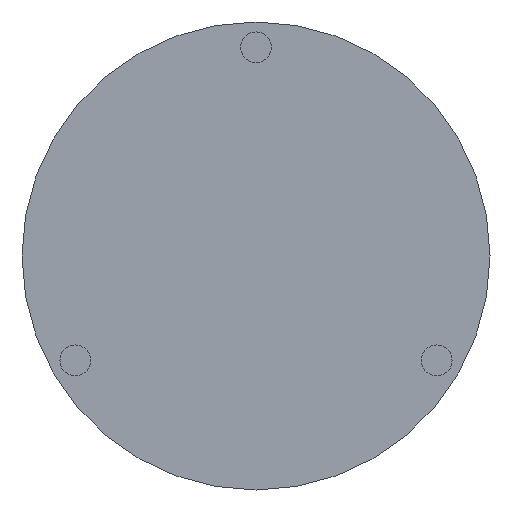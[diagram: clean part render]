
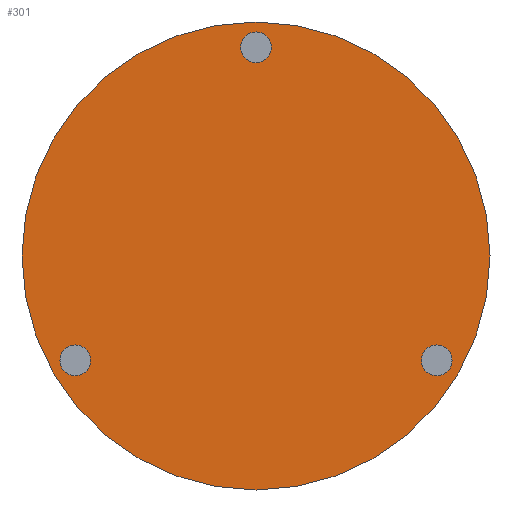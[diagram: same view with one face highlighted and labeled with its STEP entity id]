
A CAD part, front view. The second image highlights one B-rep face of the part: STEP entity #301.
In plain terms, the highlighted planar face has unit normal (0, -1, 0).
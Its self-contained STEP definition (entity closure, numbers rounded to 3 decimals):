
#4 = CARTESIAN_POINT ( 'NONE',  ( 0., 0., 82.5 ) ) ;
#5 = AXIS2_PLACEMENT_3D ( 'NONE', #361, #243, #98 ) ;
#6 = EDGE_CURVE ( 'NONE', #207, #34, #140, .T. ) ;
#10 = FACE_BOUND ( 'NONE', #297, .T. ) ;
#13 = AXIS2_PLACEMENT_3D ( 'NONE', #260, #122, #265 ) ;
#14 = FACE_BOUND ( 'NONE', #295, .T. ) ;
#17 = ORIENTED_EDGE ( 'NONE', *, *, #39, .F. ) ;
#20 = AXIS2_PLACEMENT_3D ( 'NONE', #277, #80, #246 ) ;
#23 = DIRECTION ( 'NONE',  ( 0., -1., 0. ) ) ;
#26 = CARTESIAN_POINT ( 'NONE',  ( -71.447, 0., -35.175 ) ) ;
#27 = CARTESIAN_POINT ( 'NONE',  ( 71.447, 0., -47.325 ) ) ;
#28 = CIRCLE ( 'NONE', #231, 6.075 ) ;
#29 = DIRECTION ( 'NONE',  ( 0., -1., 0. ) ) ;
#30 = CARTESIAN_POINT ( 'NONE',  ( 71.447, 0., -41.25 ) ) ;
#31 = CARTESIAN_POINT ( 'NONE',  ( 0., 0., -92.5 ) ) ;
#32 = CIRCLE ( 'NONE', #312, 6.075 ) ;
#34 = VERTEX_POINT ( 'NONE', #273 ) ;
#38 = FACE_BOUND ( 'NONE', #96, .T. ) ;
#39 = EDGE_CURVE ( 'NONE', #95, #192, #226, .T. ) ;
#46 = EDGE_CURVE ( 'NONE', #314, #66, #327, .T. ) ;
#52 = CARTESIAN_POINT ( 'NONE',  ( 0., 0., 82.5 ) ) ;
#62 = CIRCLE ( 'NONE', #173, 6.075 ) ;
#66 = VERTEX_POINT ( 'NONE', #26 ) ;
#71 = EDGE_CURVE ( 'NONE', #363, #347, #293, .T. ) ;
#80 = DIRECTION ( 'NONE',  ( 0., 1., 0. ) ) ;
#83 = EDGE_CURVE ( 'NONE', #347, #363, #322, .T. ) ;
#84 = DIRECTION ( 'NONE',  ( -0.866, 0., 0.5 ) ) ;
#94 = ORIENTED_EDGE ( 'NONE', *, *, #46, .F. ) ;
#95 = VERTEX_POINT ( 'NONE', #218 ) ;
#96 = EDGE_LOOP ( 'NONE', ( #343, #266 ) ) ;
#98 = DIRECTION ( 'NONE',  ( 0., 0., 1. ) ) ;
#119 = FACE_OUTER_BOUND ( 'NONE', #310, .T. ) ;
#122 = DIRECTION ( 'NONE',  ( 0., 1., 0. ) ) ;
#139 = DIRECTION ( 'NONE',  ( 0., 0., -1. ) ) ;
#140 = CIRCLE ( 'NONE', #167, 6.075 ) ;
#148 = EDGE_CURVE ( 'NONE', #34, #207, #62, .T. ) ;
#151 = PLANE ( 'NONE',  #13 ) ;
#153 = ORIENTED_EDGE ( 'NONE', *, *, #83, .F. ) ;
#155 = ORIENTED_EDGE ( 'NONE', *, *, #71, .F. ) ;
#163 = AXIS2_PLACEMENT_3D ( 'NONE', #52, #274, #241 ) ;
#165 = CARTESIAN_POINT ( 'NONE',  ( 0., 0., 88.575 ) ) ;
#167 = AXIS2_PLACEMENT_3D ( 'NONE', #190, #221, #330 ) ;
#173 = AXIS2_PLACEMENT_3D ( 'NONE', #30, #29, #84 ) ;
#176 = CARTESIAN_POINT ( 'NONE',  ( -71.447, 0., -47.325 ) ) ;
#183 = ORIENTED_EDGE ( 'NONE', *, *, #215, .F. ) ;
#190 = CARTESIAN_POINT ( 'NONE',  ( 71.447, 0., -41.25 ) ) ;
#192 = VERTEX_POINT ( 'NONE', #165 ) ;
#207 = VERTEX_POINT ( 'NONE', #27 ) ;
#215 = EDGE_CURVE ( 'NONE', #66, #314, #32, .T. ) ;
#218 = CARTESIAN_POINT ( 'NONE',  ( 0., 0., 76.425 ) ) ;
#221 = DIRECTION ( 'NONE',  ( 0., -1., 0. ) ) ;
#226 = CIRCLE ( 'NONE', #163, 6.075 ) ;
#231 = AXIS2_PLACEMENT_3D ( 'NONE', #4, #306, #139 ) ;
#241 = DIRECTION ( 'NONE',  ( 0., 0., -1. ) ) ;
#243 = DIRECTION ( 'NONE',  ( 0., 1., 0. ) ) ;
#246 = DIRECTION ( 'NONE',  ( 0., 0., 1. ) ) ;
#255 = EDGE_CURVE ( 'NONE', #192, #95, #28, .T. ) ;
#260 = CARTESIAN_POINT ( 'NONE',  ( 0., 0., 0. ) ) ;
#265 = DIRECTION ( 'NONE',  ( 0., 0., 1. ) ) ;
#266 = ORIENTED_EDGE ( 'NONE', *, *, #148, .F. ) ;
#273 = CARTESIAN_POINT ( 'NONE',  ( 71.447, 0., -35.175 ) ) ;
#274 = DIRECTION ( 'NONE',  ( 0., -1., 0. ) ) ;
#277 = CARTESIAN_POINT ( 'NONE',  ( 0., 0., 0. ) ) ;
#287 = AXIS2_PLACEMENT_3D ( 'NONE', #303, #23, #325 ) ;
#293 = CIRCLE ( 'NONE', #20, 92.5 ) ;
#295 = EDGE_LOOP ( 'NONE', ( #94, #183 ) ) ;
#297 = EDGE_LOOP ( 'NONE', ( #17, #299 ) ) ;
#299 = ORIENTED_EDGE ( 'NONE', *, *, #255, .F. ) ;
#301 = ADVANCED_FACE ( 'NONE', ( #14, #38, #10, #119 ), #151, .F. ) ;
#303 = CARTESIAN_POINT ( 'NONE',  ( -71.447, 0., -41.25 ) ) ;
#306 = DIRECTION ( 'NONE',  ( 0., -1., 0. ) ) ;
#307 = DIRECTION ( 'NONE',  ( 0., -1., 0. ) ) ;
#310 = EDGE_LOOP ( 'NONE', ( #153, #155 ) ) ;
#312 = AXIS2_PLACEMENT_3D ( 'NONE', #364, #307, #335 ) ;
#313 = CARTESIAN_POINT ( 'NONE',  ( 0., 0., 92.5 ) ) ;
#314 = VERTEX_POINT ( 'NONE', #176 ) ;
#322 = CIRCLE ( 'NONE', #5, 92.5 ) ;
#325 = DIRECTION ( 'NONE',  ( 0.866, 0., 0.5 ) ) ;
#327 = CIRCLE ( 'NONE', #287, 6.075 ) ;
#330 = DIRECTION ( 'NONE',  ( -0.866, 0., 0.5 ) ) ;
#335 = DIRECTION ( 'NONE',  ( 0.866, 0., 0.5 ) ) ;
#343 = ORIENTED_EDGE ( 'NONE', *, *, #6, .F. ) ;
#347 = VERTEX_POINT ( 'NONE', #31 ) ;
#361 = CARTESIAN_POINT ( 'NONE',  ( 0., 0., 0. ) ) ;
#363 = VERTEX_POINT ( 'NONE', #313 ) ;
#364 = CARTESIAN_POINT ( 'NONE',  ( -71.447, 0., -41.25 ) ) ;
